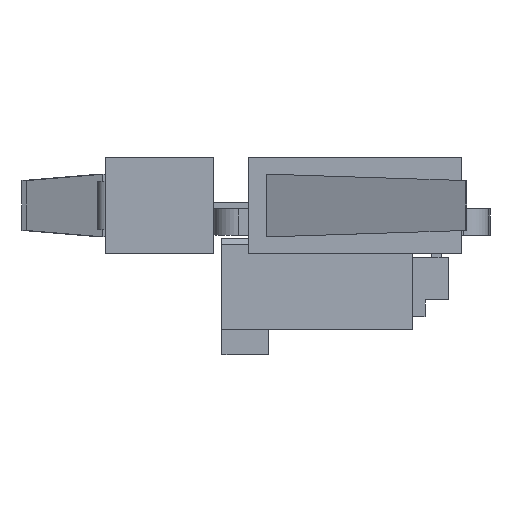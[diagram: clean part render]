
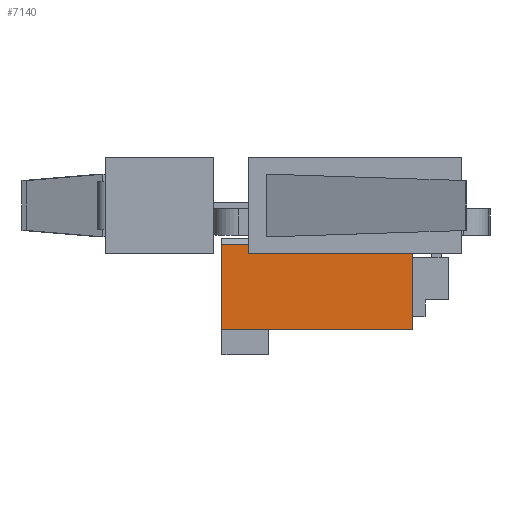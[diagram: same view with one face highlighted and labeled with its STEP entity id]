
A CAD part, left-side view. The second image highlights one B-rep face of the part: STEP entity #7140.
In plain terms, the highlighted face is planar.
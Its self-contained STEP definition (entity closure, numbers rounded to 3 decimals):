
#2655 = VERTEX_POINT('',#2656);
#2656 = CARTESIAN_POINT('',(1.465,-6.33,0.508));
#2665 = PLANE('',#2666);
#2666 = AXIS2_PLACEMENT_3D('',#2667,#2668,#2669);
#2667 = CARTESIAN_POINT('',(1.465,0.021,3.048));
#2668 = DIRECTION('',(1.,0.,0.));
#2669 = DIRECTION('',(0.,1.,0.));
#2677 = PLANE('',#2678);
#2678 = AXIS2_PLACEMENT_3D('',#2679,#2680,#2681);
#2679 = CARTESIAN_POINT('',(1.465,-6.33,0.508));
#2680 = DIRECTION('',(0.,0.,-1.));
#2681 = DIRECTION('',(0.,1.,0.));
#2886 = VERTEX_POINT('',#2887);
#2887 = CARTESIAN_POINT('',(1.465,-6.33,5.588));
#2901 = PLANE('',#2902);
#2902 = AXIS2_PLACEMENT_3D('',#2903,#2904,#2905);
#2903 = CARTESIAN_POINT('',(1.465,6.371,5.588));
#2904 = DIRECTION('',(0.,0.,1.));
#2905 = DIRECTION('',(0.,-1.,0.));
#2913 = EDGE_CURVE('',#2886,#2655,#2914,.T.);
#2914 = SURFACE_CURVE('',#2915,(#2919,#2926),.PCURVE_S1.);
#2915 = LINE('',#2916,#2917);
#2916 = CARTESIAN_POINT('',(1.465,-6.33,5.588));
#2917 = VECTOR('',#2918,1.);
#2918 = DIRECTION('',(0.,0.,-1.));
#2919 = PCURVE('',#2665,#2920);
#2920 = DEFINITIONAL_REPRESENTATION('',(#2921),#2925);
#2921 = LINE('',#2922,#2923);
#2922 = CARTESIAN_POINT('',(-6.35,2.54));
#2923 = VECTOR('',#2924,1.);
#2924 = DIRECTION('',(0.,-1.));
#2925 = ( GEOMETRIC_REPRESENTATION_CONTEXT(2) 
PARAMETRIC_REPRESENTATION_CONTEXT() REPRESENTATION_CONTEXT('2D SPACE',''
  ) );
#2926 = PCURVE('',#2927,#2932);
#2927 = PLANE('',#2928);
#2928 = AXIS2_PLACEMENT_3D('',#2929,#2930,#2931);
#2929 = CARTESIAN_POINT('',(1.465,-6.33,5.588));
#2930 = DIRECTION('',(0.,-1.,0.));
#2931 = DIRECTION('',(0.,0.,-1.));
#2932 = DEFINITIONAL_REPRESENTATION('',(#2933),#2937);
#2933 = LINE('',#2934,#2935);
#2934 = CARTESIAN_POINT('',(0.,0.));
#2935 = VECTOR('',#2936,1.);
#2936 = DIRECTION('',(1.,0.));
#2937 = ( GEOMETRIC_REPRESENTATION_CONTEXT(2) 
PARAMETRIC_REPRESENTATION_CONTEXT() REPRESENTATION_CONTEXT('2D SPACE',''
  ) );
#3096 = PLANE('',#3097);
#3097 = AXIS2_PLACEMENT_3D('',#3098,#3099,#3100);
#3098 = CARTESIAN_POINT('',(12.895,0.021,3.048));
#3099 = DIRECTION('',(1.,0.,0.));
#3100 = DIRECTION('',(0.,1.,0.));
#3133 = VERTEX_POINT('',#3134);
#3134 = CARTESIAN_POINT('',(12.895,-6.33,0.508));
#3157 = EDGE_CURVE('',#2655,#3133,#3158,.T.);
#3158 = SURFACE_CURVE('',#3159,(#3163,#3170),.PCURVE_S1.);
#3159 = LINE('',#3160,#3161);
#3160 = CARTESIAN_POINT('',(1.465,-6.33,0.508));
#3161 = VECTOR('',#3162,1.);
#3162 = DIRECTION('',(1.,0.,0.));
#3163 = PCURVE('',#2677,#3164);
#3164 = DEFINITIONAL_REPRESENTATION('',(#3165),#3169);
#3165 = LINE('',#3166,#3167);
#3166 = CARTESIAN_POINT('',(0.,0.));
#3167 = VECTOR('',#3168,1.);
#3168 = DIRECTION('',(0.,1.));
#3169 = ( GEOMETRIC_REPRESENTATION_CONTEXT(2) 
PARAMETRIC_REPRESENTATION_CONTEXT() REPRESENTATION_CONTEXT('2D SPACE',''
  ) );
#3170 = PCURVE('',#2927,#3171);
#3171 = DEFINITIONAL_REPRESENTATION('',(#3172),#3176);
#3172 = LINE('',#3173,#3174);
#3173 = CARTESIAN_POINT('',(5.08,0.));
#3174 = VECTOR('',#3175,1.);
#3175 = DIRECTION('',(0.,1.));
#3176 = ( GEOMETRIC_REPRESENTATION_CONTEXT(2) 
PARAMETRIC_REPRESENTATION_CONTEXT() REPRESENTATION_CONTEXT('2D SPACE',''
  ) );
#3775 = VERTEX_POINT('',#3776);
#3776 = CARTESIAN_POINT('',(12.895,-6.33,5.588));
#3797 = EDGE_CURVE('',#3775,#3133,#3798,.T.);
#3798 = SURFACE_CURVE('',#3799,(#3803,#3810),.PCURVE_S1.);
#3799 = LINE('',#3800,#3801);
#3800 = CARTESIAN_POINT('',(12.895,-6.33,5.588));
#3801 = VECTOR('',#3802,1.);
#3802 = DIRECTION('',(0.,0.,-1.));
#3803 = PCURVE('',#3096,#3804);
#3804 = DEFINITIONAL_REPRESENTATION('',(#3805),#3809);
#3805 = LINE('',#3806,#3807);
#3806 = CARTESIAN_POINT('',(-6.35,2.54));
#3807 = VECTOR('',#3808,1.);
#3808 = DIRECTION('',(0.,-1.));
#3809 = ( GEOMETRIC_REPRESENTATION_CONTEXT(2) 
PARAMETRIC_REPRESENTATION_CONTEXT() REPRESENTATION_CONTEXT('2D SPACE',''
  ) );
#3810 = PCURVE('',#2927,#3811);
#3811 = DEFINITIONAL_REPRESENTATION('',(#3812),#3816);
#3812 = LINE('',#3813,#3814);
#3813 = CARTESIAN_POINT('',(0.,11.43));
#3814 = VECTOR('',#3815,1.);
#3815 = DIRECTION('',(1.,0.));
#3816 = ( GEOMETRIC_REPRESENTATION_CONTEXT(2) 
PARAMETRIC_REPRESENTATION_CONTEXT() REPRESENTATION_CONTEXT('2D SPACE',''
  ) );
#5692 = EDGE_CURVE('',#2886,#3775,#5693,.T.);
#5693 = SURFACE_CURVE('',#5694,(#5698,#5705),.PCURVE_S1.);
#5694 = LINE('',#5695,#5696);
#5695 = CARTESIAN_POINT('',(1.465,-6.33,5.588));
#5696 = VECTOR('',#5697,1.);
#5697 = DIRECTION('',(1.,0.,0.));
#5698 = PCURVE('',#2901,#5699);
#5699 = DEFINITIONAL_REPRESENTATION('',(#5700),#5704);
#5700 = LINE('',#5701,#5702);
#5701 = CARTESIAN_POINT('',(12.7,0.));
#5702 = VECTOR('',#5703,1.);
#5703 = DIRECTION('',(0.,1.));
#5704 = ( GEOMETRIC_REPRESENTATION_CONTEXT(2) 
PARAMETRIC_REPRESENTATION_CONTEXT() REPRESENTATION_CONTEXT('2D SPACE',''
  ) );
#5705 = PCURVE('',#2927,#5706);
#5706 = DEFINITIONAL_REPRESENTATION('',(#5707),#5711);
#5707 = LINE('',#5708,#5709);
#5708 = CARTESIAN_POINT('',(0.,0.));
#5709 = VECTOR('',#5710,1.);
#5710 = DIRECTION('',(0.,1.));
#5711 = ( GEOMETRIC_REPRESENTATION_CONTEXT(2) 
PARAMETRIC_REPRESENTATION_CONTEXT() REPRESENTATION_CONTEXT('2D SPACE',''
  ) );
#7140 = ADVANCED_FACE('',(#7141),#2927,.T.);
#7141 = FACE_BOUND('',#7142,.F.);
#7142 = EDGE_LOOP('',(#7143,#7144,#7145,#7146));
#7143 = ORIENTED_EDGE('',*,*,#2913,.F.);
#7144 = ORIENTED_EDGE('',*,*,#5692,.T.);
#7145 = ORIENTED_EDGE('',*,*,#3797,.T.);
#7146 = ORIENTED_EDGE('',*,*,#3157,.F.);
